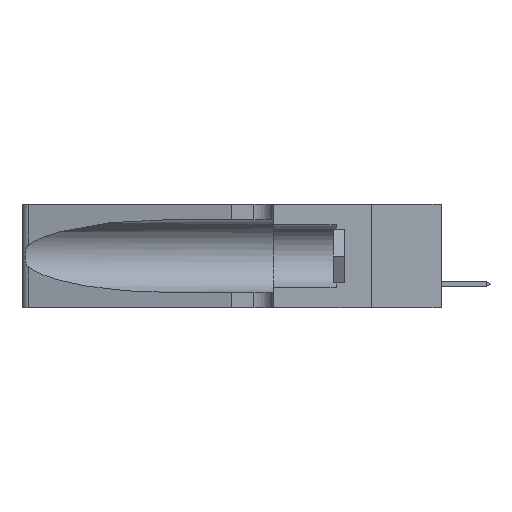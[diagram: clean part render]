
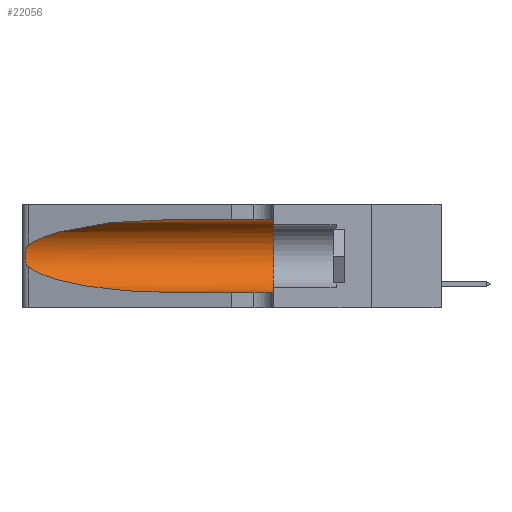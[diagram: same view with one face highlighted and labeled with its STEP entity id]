
A CAD part, left-side view. The second image highlights one B-rep face of the part: STEP entity #22056.
In plain terms, the highlighted cylindrical face has radius 3.308 mm (diameter 6.617 mm), a partial arc.
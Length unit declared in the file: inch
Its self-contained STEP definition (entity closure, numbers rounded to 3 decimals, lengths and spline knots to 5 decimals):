
#130 = VERTEX_POINT ( 'NONE', #21369 ) ;
#344 = VERTEX_POINT ( 'NONE', #17903 ) ;
#2042 = VECTOR ( 'NONE', #8105, 39.37008 ) ;
#2055 = CARTESIAN_POINT ( 'NONE',  ( 0.1305, 1.61858, 0.31525 ) ) ;
#2328 = CARTESIAN_POINT ( 'NONE',  ( 0.26075, 1.23896, 0.178 ) ) ;
#2421 = CARTESIAN_POINT ( 'NONE',  ( 0.25789, 1.23486, 0.15765 ) ) ;
#2477 = EDGE_LOOP ( 'NONE', ( #9568, #14691, #15021, #5829, #25328, #19141 ) ) ;
#2513 = CARTESIAN_POINT ( 'NONE',  ( 0.25487, 1.22718, 0.22369 ) ) ;
#3852 = CARTESIAN_POINT ( 'NONE',  ( 0.1305, 0.72297, 0.31525 ) ) ;
#5759 = FACE_OUTER_BOUND ( 'NONE', #2477, .T. ) ;
#5826 = CARTESIAN_POINT ( 'NONE',  ( 0.25487, 1.22718, 0.22369 ) ) ;
#5829 = ORIENTED_EDGE ( 'NONE', *, *, #19212, .T. ) ;
#6979 = CARTESIAN_POINT ( 'NONE',  ( 0.1305, 1.61858, 0.185 ) ) ;
#6997 = CARTESIAN_POINT ( 'NONE',  ( 0.25555, 1.22993, 0.14849 ) ) ;
#7585 = CARTESIAN_POINT ( 'NONE',  ( 0.25854, 1.2359, 0.20912 ) ) ;
#7703 = DIRECTION ( 'NONE',  ( 0., 0., 1. ) ) ;
#8047 = VERTEX_POINT ( 'NONE', #8726 ) ;
#8105 = DIRECTION ( 'NONE',  ( 0., -1., 0. ) ) ;
#8623 = EDGE_CURVE ( 'NONE', #8047, #130, #23991, .T. ) ;
#8726 = CARTESIAN_POINT ( 'NONE',  ( 0.25487, 1.22718, 0.22369 ) ) ;
#9568 = ORIENTED_EDGE ( 'NONE', *, *, #20718, .T. ) ;
#9717 = DIRECTION ( 'NONE',  ( 0., 1., 0. ) ) ;
#10152 = EDGE_CURVE ( 'NONE', #22363, #344, #10844, .T. ) ;
#10594 = LINE ( 'NONE', #12804, #16797 ) ;
#10844 = LINE ( 'NONE', #2055, #2042 ) ;
#11514 = CIRCLE ( 'NONE', #17338, 0.13025 ) ;
#12171 = CARTESIAN_POINT ( 'NONE',  ( 0.25787, 1.23484, 0.2124 ) ) ;
#12620 = CARTESIAN_POINT ( 'NONE',  ( 0.26017, 1.23833, 0.17102 ) ) ;
#12804 = CARTESIAN_POINT ( 'NONE',  ( 0.1305, 1.61858, 0.05475 ) ) ;
#13064 = CARTESIAN_POINT ( 'NONE',  ( 0.25487, 1.22718, 0.14631 ) ) ;
#13516 = DIRECTION ( 'NONE',  ( 0., 0., -1. ) ) ;
#14455 = CARTESIAN_POINT ( 'NONE',  ( 0.25487, 1.22718, 0.14631 ) ) ;
#14691 = ORIENTED_EDGE ( 'NONE', *, *, #8623, .T. ) ;
#15021 = ORIENTED_EDGE ( 'NONE', *, *, #22552, .T. ) ;
#16797 = VECTOR ( 'NONE', #19626, 39.37008 ) ;
#17338 = AXIS2_PLACEMENT_3D ( 'NONE', #24234, #9717, #7703 ) ;
#17474 = DIRECTION ( 'NONE',  ( 0., -1., 0. ) ) ;
#17496 = VERTEX_POINT ( 'NONE', #19123 ) ;
#17903 = CARTESIAN_POINT ( 'NONE',  ( 0.1305, 0.35, 0.31525 ) ) ;
#18695 = CARTESIAN_POINT ( 'NONE',  ( 0.1305, 0.72297, 0.05475 ) ) ;
#19123 = CARTESIAN_POINT ( 'NONE',  ( 0.1305, 0.35, 0.05475 ) ) ;
#19141 = ORIENTED_EDGE ( 'NONE', *, *, #10152, .F. ) ;
#19212 = EDGE_CURVE ( 'NONE', #23961, #17496, #10594, .T. ) ;
#19506 = CARTESIAN_POINT ( 'NONE',  ( 0.1305, 0.72297, 0.31525 ) ) ;
#19626 = DIRECTION ( 'NONE',  ( 0., -1., 0. ) ) ;
#20119 = CARTESIAN_POINT ( 'NONE',  ( 0.25555, 1.22994, 0.2215 ) ) ;
#20718 = EDGE_CURVE ( 'NONE', #22363, #8047, #25627, .T. ) ;
#20975 = CARTESIAN_POINT ( 'NONE',  ( 0.25856, 1.23593, 0.16098 ) ) ;
#21369 = CARTESIAN_POINT ( 'NONE',  ( 0.25487, 1.22718, 0.14631 ) ) ;
#22037 = AXIS2_PLACEMENT_3D ( 'NONE', #6979, #17474, #13516 ) ;
#22056 = ADVANCED_FACE ( 'NONE', ( #5759 ), #23721, .F. ) ;
#22363 = VERTEX_POINT ( 'NONE', #3852 ) ;
#22552 = EDGE_CURVE ( 'NONE', #130, #23961, #23452, .T. ) ;
#22556 = CARTESIAN_POINT ( 'NONE',  ( 0.25639, 1.23184, 0.21858 ) ) ;
#22823 = CARTESIAN_POINT ( 'NONE',  ( 0.2373, 1.15595, 0.08982 ) ) ;
#22827 = CARTESIAN_POINT ( 'NONE',  ( 0.26075, 1.23896, 0.19203 ) ) ;
#23341 = CARTESIAN_POINT ( 'NONE',  ( 0.2373, 1.15595, 0.28018 ) ) ;
#23452 =( BOUNDED_CURVE ( )  B_SPLINE_CURVE ( 3, ( #14455, #22823, #25006, #18695 ),
 .UNSPECIFIED., .F., .F. ) 
 B_SPLINE_CURVE_WITH_KNOTS ( ( 4, 4 ),
 ( 3.44316, 4.71239 ),
 .UNSPECIFIED. ) 
 CURVE ( )  GEOMETRIC_REPRESENTATION_ITEM ( )  RATIONAL_B_SPLINE_CURVE ( ( 1., 0.87, 0.87, 1. ) ) 
 REPRESENTATION_ITEM ( '' )  );
#23453 = CARTESIAN_POINT ( 'NONE',  ( 0.1305, 0.72297, 0.05475 ) ) ;
#23721 = CYLINDRICAL_SURFACE ( 'NONE', #22037, 0.13025 ) ;
#23961 = VERTEX_POINT ( 'NONE', #23453 ) ;
#23991 = B_SPLINE_CURVE_WITH_KNOTS ( 'NONE', 3,
 ( #5826, #20119, #22556, #12171, #7585, #24756, #22827, #2328, #12620, #20975, #2421, #25529, #6997, #13064 ),
 .UNSPECIFIED., .F., .F.,
 ( 4, 2, 2, 2, 2, 2, 4 ),
 ( 0., 0.00027, 0.00053, 0.00107, 0.0016, 0.00187, 0.00214 ),
 .UNSPECIFIED. ) ;
#24234 = CARTESIAN_POINT ( 'NONE',  ( 0.1305, 0.35, 0.185 ) ) ;
#24756 = CARTESIAN_POINT ( 'NONE',  ( 0.26018, 1.23835, 0.19895 ) ) ;
#25006 = CARTESIAN_POINT ( 'NONE',  ( 0.18966, 0.96281, 0.05475 ) ) ;
#25328 = ORIENTED_EDGE ( 'NONE', *, *, #25475, .F. ) ;
#25475 = EDGE_CURVE ( 'NONE', #344, #17496, #11514, .T. ) ;
#25529 = CARTESIAN_POINT ( 'NONE',  ( 0.25639, 1.23186, 0.15144 ) ) ;
#25626 = CARTESIAN_POINT ( 'NONE',  ( 0.18966, 0.96281, 0.31525 ) ) ;
#25627 =( BOUNDED_CURVE ( )  B_SPLINE_CURVE ( 3, ( #19506, #25626, #23341, #2513 ),
 .UNSPECIFIED., .F., .F. ) 
 B_SPLINE_CURVE_WITH_KNOTS ( ( 4, 4 ),
 ( 1.5708, 2.84003 ),
 .UNSPECIFIED. ) 
 CURVE ( )  GEOMETRIC_REPRESENTATION_ITEM ( )  RATIONAL_B_SPLINE_CURVE ( ( 1., 0.87, 0.87, 1. ) ) 
 REPRESENTATION_ITEM ( '' )  );
